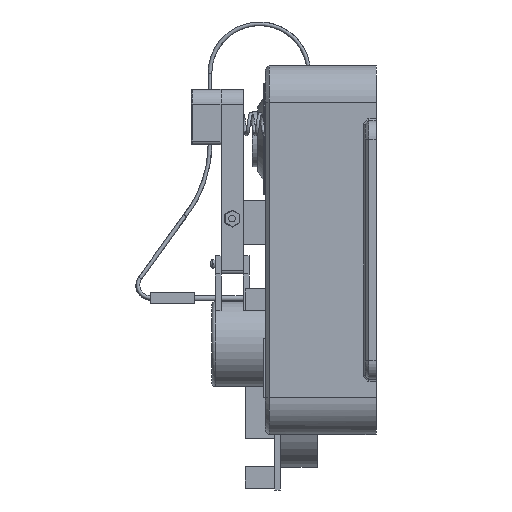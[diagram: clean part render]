
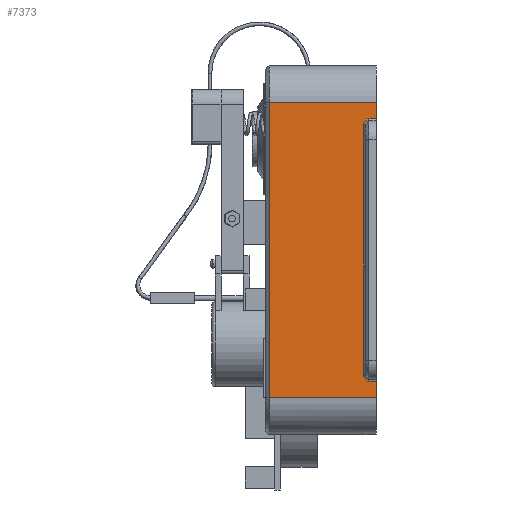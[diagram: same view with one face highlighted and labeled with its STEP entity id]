
A CAD part, left-side view. The second image highlights one B-rep face of the part: STEP entity #7373.
In plain terms, the highlighted planar face has unit normal (-1, 0, 0).
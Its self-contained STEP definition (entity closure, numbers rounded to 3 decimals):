
#130 = ORIENTED_EDGE ( 'NONE', *, *, #7946, .T. ) ;
#319 = CARTESIAN_POINT ( 'NONE',  ( -75., 3.5, 34.207 ) ) ;
#638 = EDGE_CURVE ( 'NONE', #4232, #22267, #13612, .T. ) ;
#696 = CARTESIAN_POINT ( 'NONE',  ( -75., 0., -40. ) ) ;
#1147 = CARTESIAN_POINT ( 'NONE',  ( -75., 0., 35.5 ) ) ;
#1203 = VECTOR ( 'NONE', #28903, 1000. ) ;
#1434 = ORIENTED_EDGE ( 'NONE', *, *, #21087, .T. ) ;
#1656 = VECTOR ( 'NONE', #21492, 1000. ) ;
#2371 = VECTOR ( 'NONE', #20935, 1000. ) ;
#2611 = LINE ( 'NONE', #7159, #12881 ) ;
#2756 = DIRECTION ( 'NONE',  ( 0., 1., 0. ) ) ;
#2900 = VECTOR ( 'NONE', #24521, 1000. ) ;
#3416 = LINE ( 'NONE', #10499, #18473 ) ;
#3760 = DIRECTION ( 'NONE',  ( 0., 0., -1. ) ) ;
#3891 = EDGE_LOOP ( 'NONE', ( #15123, #1434, #13158, #130, #17424, #25486, #14795, #5885, #20098, #21878 ) ) ;
#4232 = VERTEX_POINT ( 'NONE', #696 ) ;
#5075 = VECTOR ( 'NONE', #8227, 1000. ) ;
#5242 = EDGE_CURVE ( 'NONE', #13508, #17222, #7920, .T. ) ;
#5885 = ORIENTED_EDGE ( 'NONE', *, *, #30389, .T. ) ;
#6050 = CARTESIAN_POINT ( 'NONE',  ( -75., 8.854, -28.854 ) ) ;
#6270 = CARTESIAN_POINT ( 'NONE',  ( -75., 29., -40. ) ) ;
#6381 = LINE ( 'NONE', #6050, #2371 ) ;
#6591 = FACE_OUTER_BOUND ( 'NONE', #3891, .T. ) ;
#6692 = CARTESIAN_POINT ( 'NONE',  ( -75., 0., -50. ) ) ;
#7159 = CARTESIAN_POINT ( 'NONE',  ( -75., 30., -35.5 ) ) ;
#7317 = DIRECTION ( 'NONE',  ( 0., 0., -1. ) ) ;
#7373 = ADVANCED_FACE ( 'NONE', ( #6591 ), #20675, .F. ) ;
#7920 = LINE ( 'NONE', #17481, #5075 ) ;
#7946 = EDGE_CURVE ( 'NONE', #17222, #27372, #28900, .T. ) ;
#8227 = DIRECTION ( 'NONE',  ( 0., 0., 1. ) ) ;
#8381 = LINE ( 'NONE', #20276, #2900 ) ;
#8959 = DIRECTION ( 'NONE',  ( 1., 0., 0. ) ) ;
#9180 = DIRECTION ( 'NONE',  ( 0., -0.707, 0.707 ) ) ;
#9549 = LINE ( 'NONE', #28750, #10369 ) ;
#10369 = VECTOR ( 'NONE', #7317, 1000. ) ;
#10499 = CARTESIAN_POINT ( 'NONE',  ( -75., 58.854, -21.146 ) ) ;
#10567 = VECTOR ( 'NONE', #2756, 1000. ) ;
#11572 = CARTESIAN_POINT ( 'NONE',  ( -75., 29., 40. ) ) ;
#11662 = VERTEX_POINT ( 'NONE', #319 ) ;
#12354 = VERTEX_POINT ( 'NONE', #12622 ) ;
#12613 = CARTESIAN_POINT ( 'NONE',  ( -75., 3.5, -34.207 ) ) ;
#12622 = CARTESIAN_POINT ( 'NONE',  ( -75., 2.207, -35.5 ) ) ;
#12881 = VECTOR ( 'NONE', #14090, 1000. ) ;
#13158 = ORIENTED_EDGE ( 'NONE', *, *, #5242, .T. ) ;
#13508 = VERTEX_POINT ( 'NONE', #1147 ) ;
#13612 = LINE ( 'NONE', #6692, #23793 ) ;
#14090 = DIRECTION ( 'NONE',  ( 0., 1., 0. ) ) ;
#14795 = ORIENTED_EDGE ( 'NONE', *, *, #638, .T. ) ;
#15123 = ORIENTED_EDGE ( 'NONE', *, *, #22279, .T. ) ;
#16153 = CARTESIAN_POINT ( 'NONE',  ( -75., 30., -50. ) ) ;
#16802 = LINE ( 'NONE', #17422, #1656 ) ;
#17025 = CARTESIAN_POINT ( 'NONE',  ( -75., 30., -40. ) ) ;
#17222 = VERTEX_POINT ( 'NONE', #20510 ) ;
#17422 = CARTESIAN_POINT ( 'NONE',  ( -75., 3.5, -50. ) ) ;
#17424 = ORIENTED_EDGE ( 'NONE', *, *, #30449, .T. ) ;
#17481 = CARTESIAN_POINT ( 'NONE',  ( -75., 0., -50. ) ) ;
#18191 = VERTEX_POINT ( 'NONE', #6270 ) ;
#18473 = VECTOR ( 'NONE', #9180, 1000. ) ;
#19732 = EDGE_CURVE ( 'NONE', #12354, #22571, #6381, .T. ) ;
#19842 = CARTESIAN_POINT ( 'NONE',  ( -75., 30., 40. ) ) ;
#20098 = ORIENTED_EDGE ( 'NONE', *, *, #19732, .T. ) ;
#20276 = CARTESIAN_POINT ( 'NONE',  ( -75., 30., 35.5 ) ) ;
#20510 = CARTESIAN_POINT ( 'NONE',  ( -75., 0., 40. ) ) ;
#20675 = PLANE ( 'NONE',  #24023 ) ;
#20762 = VERTEX_POINT ( 'NONE', #28123 ) ;
#20935 = DIRECTION ( 'NONE',  ( 0., 0.707, 0.707 ) ) ;
#21087 = EDGE_CURVE ( 'NONE', #20762, #13508, #8381, .T. ) ;
#21492 = DIRECTION ( 'NONE',  ( 0., 0., 1. ) ) ;
#21878 = ORIENTED_EDGE ( 'NONE', *, *, #23658, .T. ) ;
#22267 = VERTEX_POINT ( 'NONE', #30280 ) ;
#22279 = EDGE_CURVE ( 'NONE', #11662, #20762, #3416, .T. ) ;
#22571 = VERTEX_POINT ( 'NONE', #12613 ) ;
#23658 = EDGE_CURVE ( 'NONE', #22571, #11662, #16802, .T. ) ;
#23793 = VECTOR ( 'NONE', #25799, 1000. ) ;
#24023 = AXIS2_PLACEMENT_3D ( 'NONE', #16153, #8959, #3760 ) ;
#24521 = DIRECTION ( 'NONE',  ( 0., -1., 0. ) ) ;
#25486 = ORIENTED_EDGE ( 'NONE', *, *, #28573, .T. ) ;
#25799 = DIRECTION ( 'NONE',  ( 0., 0., 1. ) ) ;
#27372 = VERTEX_POINT ( 'NONE', #11572 ) ;
#28123 = CARTESIAN_POINT ( 'NONE',  ( -75., 2.207, 35.5 ) ) ;
#28573 = EDGE_CURVE ( 'NONE', #18191, #4232, #29212, .T. ) ;
#28750 = CARTESIAN_POINT ( 'NONE',  ( -75., 29., -40. ) ) ;
#28900 = LINE ( 'NONE', #19842, #10567 ) ;
#28903 = DIRECTION ( 'NONE',  ( 0., -1., 0. ) ) ;
#29212 = LINE ( 'NONE', #17025, #1203 ) ;
#30280 = CARTESIAN_POINT ( 'NONE',  ( -75., 0., -35.5 ) ) ;
#30389 = EDGE_CURVE ( 'NONE', #22267, #12354, #2611, .T. ) ;
#30449 = EDGE_CURVE ( 'NONE', #27372, #18191, #9549, .T. ) ;
